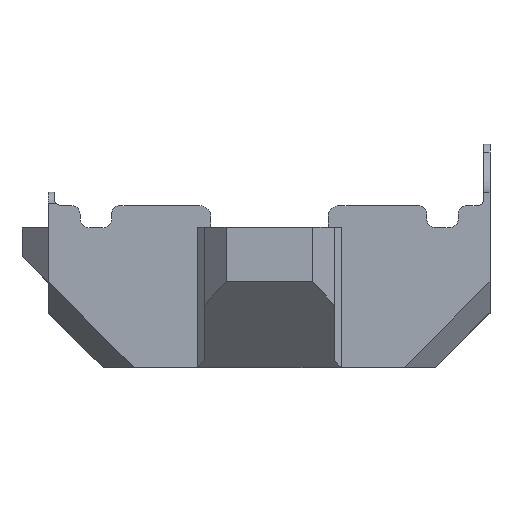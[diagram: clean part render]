
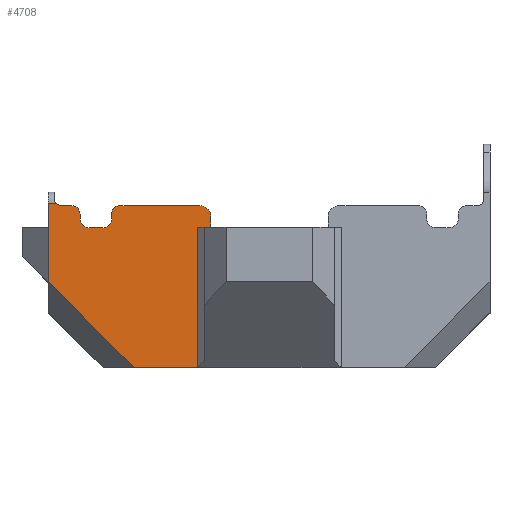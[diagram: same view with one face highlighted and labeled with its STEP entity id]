
A CAD part, top view. The second image highlights one B-rep face of the part: STEP entity #4708.
In plain terms, the highlighted planar face has unit normal (0, 0, 1).
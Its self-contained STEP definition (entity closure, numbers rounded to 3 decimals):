
#157=PLANE('',#5111);
#365=FACE_OUTER_BOUND('',#638,.T.);
#638=EDGE_LOOP('',(#3854,#3855,#3856,#3857,#3858,#3859,#3860,#3861,#3862,
#3863,#3864,#3865,#3866,#3867,#3868,#3869,#3870,#3871));
#1031=LINE('',#7301,#1548);
#1102=LINE('',#7476,#1619);
#1119=LINE('',#7517,#1636);
#1121=LINE('',#7532,#1638);
#1122=LINE('',#7536,#1639);
#1123=LINE('',#7540,#1640);
#1124=LINE('',#7543,#1641);
#1125=LINE('',#7545,#1642);
#1126=LINE('',#7547,#1643);
#1127=LINE('',#7549,#1644);
#1128=LINE('',#7551,#1645);
#1129=LINE('',#7552,#1646);
#1548=VECTOR('',#5913,10.);
#1619=VECTOR('',#6052,10.);
#1636=VECTOR('',#6095,10.);
#1638=VECTOR('',#6105,10.);
#1639=VECTOR('',#6108,10.);
#1640=VECTOR('',#6111,10.);
#1641=VECTOR('',#6114,10.);
#1642=VECTOR('',#6115,10.);
#1643=VECTOR('',#6116,10.);
#1644=VECTOR('',#6117,10.);
#1645=VECTOR('',#6118,10.);
#1646=VECTOR('',#6119,10.);
#1953=CIRCLE('',#5060,5.);
#1972=CIRCLE('',#5110,3.);
#1973=CIRCLE('',#5112,3.8);
#1974=CIRCLE('',#5113,4.2);
#1975=CIRCLE('',#5114,4.2);
#1976=CIRCLE('',#5115,3.8);
#2261=VERTEX_POINT('',#7293);
#2262=VERTEX_POINT('',#7295);
#2263=VERTEX_POINT('',#7299);
#2332=VERTEX_POINT('',#7473);
#2333=VERTEX_POINT('',#7475);
#2344=VERTEX_POINT('',#7516);
#2345=VERTEX_POINT('',#7525);
#2346=VERTEX_POINT('',#7529);
#2347=VERTEX_POINT('',#7531);
#2348=VERTEX_POINT('',#7533);
#2349=VERTEX_POINT('',#7535);
#2350=VERTEX_POINT('',#7537);
#2351=VERTEX_POINT('',#7539);
#2352=VERTEX_POINT('',#7541);
#2353=VERTEX_POINT('',#7544);
#2354=VERTEX_POINT('',#7546);
#2355=VERTEX_POINT('',#7548);
#2356=VERTEX_POINT('',#7550);
#2805=EDGE_CURVE('',#2261,#2262,#1953,.T.);
#2808=EDGE_CURVE('',#2263,#2261,#1031,.T.);
#2896=EDGE_CURVE('',#2332,#2333,#1102,.T.);
#2916=EDGE_CURVE('',#2333,#2344,#1119,.T.);
#2918=EDGE_CURVE('',#2345,#2344,#1972,.T.);
#2920=EDGE_CURVE('',#2346,#2263,#1973,.T.);
#2921=EDGE_CURVE('',#2347,#2346,#1121,.T.);
#2922=EDGE_CURVE('',#2348,#2347,#1974,.T.);
#2923=EDGE_CURVE('',#2349,#2348,#1122,.T.);
#2924=EDGE_CURVE('',#2350,#2349,#1975,.T.);
#2925=EDGE_CURVE('',#2351,#2350,#1123,.T.);
#2926=EDGE_CURVE('',#2352,#2351,#1976,.T.);
#2927=EDGE_CURVE('',#2345,#2352,#1124,.T.);
#2928=EDGE_CURVE('',#2353,#2332,#1125,.T.);
#2929=EDGE_CURVE('',#2354,#2353,#1126,.T.);
#2930=EDGE_CURVE('',#2355,#2354,#1127,.T.);
#2931=EDGE_CURVE('',#2356,#2355,#1128,.T.);
#2932=EDGE_CURVE('',#2262,#2356,#1129,.T.);
#3854=ORIENTED_EDGE('',*,*,#2805,.F.);
#3855=ORIENTED_EDGE('',*,*,#2808,.F.);
#3856=ORIENTED_EDGE('',*,*,#2920,.F.);
#3857=ORIENTED_EDGE('',*,*,#2921,.F.);
#3858=ORIENTED_EDGE('',*,*,#2922,.F.);
#3859=ORIENTED_EDGE('',*,*,#2923,.F.);
#3860=ORIENTED_EDGE('',*,*,#2924,.F.);
#3861=ORIENTED_EDGE('',*,*,#2925,.F.);
#3862=ORIENTED_EDGE('',*,*,#2926,.F.);
#3863=ORIENTED_EDGE('',*,*,#2927,.F.);
#3864=ORIENTED_EDGE('',*,*,#2918,.T.);
#3865=ORIENTED_EDGE('',*,*,#2916,.F.);
#3866=ORIENTED_EDGE('',*,*,#2896,.F.);
#3867=ORIENTED_EDGE('',*,*,#2928,.F.);
#3868=ORIENTED_EDGE('',*,*,#2929,.F.);
#3869=ORIENTED_EDGE('',*,*,#2930,.F.);
#3870=ORIENTED_EDGE('',*,*,#2931,.F.);
#3871=ORIENTED_EDGE('',*,*,#2932,.F.);
#4708=ADVANCED_FACE('',(#365),#157,.F.);
#5060=AXIS2_PLACEMENT_3D('',#7296,#5907,#5908);
#5110=AXIS2_PLACEMENT_3D('',#7526,#6098,#6099);
#5111=AXIS2_PLACEMENT_3D('',#7528,#6101,#6102);
#5112=AXIS2_PLACEMENT_3D('',#7530,#6103,#6104);
#5113=AXIS2_PLACEMENT_3D('',#7534,#6106,#6107);
#5114=AXIS2_PLACEMENT_3D('',#7538,#6109,#6110);
#5115=AXIS2_PLACEMENT_3D('',#7542,#6112,#6113);
#5907=DIRECTION('center_axis',(0.,0.,-1.));
#5908=DIRECTION('ref_axis',(1.,0.,0.));
#5913=DIRECTION('',(1.,0.,0.));
#6052=DIRECTION('',(0.,1.,0.));
#6095=DIRECTION('',(1.,0.,0.));
#6098=DIRECTION('center_axis',(0.,0.,-1.));
#6099=DIRECTION('ref_axis',(-0.707,-0.707,0.));
#6101=DIRECTION('center_axis',(0.,0.,-1.));
#6102=DIRECTION('ref_axis',(-1.,0.,0.));
#6103=DIRECTION('center_axis',(0.,0.,-1.));
#6104=DIRECTION('ref_axis',(0.,-1.,0.));
#6105=DIRECTION('',(0.,1.,0.));
#6106=DIRECTION('center_axis',(0.,0.,1.));
#6107=DIRECTION('ref_axis',(0.,-1.,0.));
#6108=DIRECTION('',(1.,0.,0.));
#6109=DIRECTION('center_axis',(0.,0.,1.));
#6110=DIRECTION('ref_axis',(-1.,0.,0.));
#6111=DIRECTION('',(0.,-1.,0.));
#6112=DIRECTION('center_axis',(0.,0.,-1.));
#6113=DIRECTION('ref_axis',(-1.,0.,0.));
#6114=DIRECTION('',(1.,0.,0.));
#6115=DIRECTION('',(-0.707,0.707,0.));
#6116=DIRECTION('',(-1.,0.,0.));
#6117=DIRECTION('',(0.,-1.,0.));
#6118=DIRECTION('',(-1.,0.,0.));
#6119=DIRECTION('',(0.,-1.,0.));
#7293=CARTESIAN_POINT('',(-31.65,73.8,64.2));
#7295=CARTESIAN_POINT('',(-26.65,68.8,64.2));
#7296=CARTESIAN_POINT('Origin',(-31.65,68.8,64.2));
#7299=CARTESIAN_POINT('',(-68.06,73.8,64.2));
#7301=CARTESIAN_POINT('',(35.845,73.8,64.2));
#7473=CARTESIAN_POINT('',(-100.75,39.142,64.2));
#7475=CARTESIAN_POINT('',(-100.75,75.,64.2));
#7476=CARTESIAN_POINT('',(-100.75,0.,64.2));
#7516=CARTESIAN_POINT('',(-97.35,75.,64.2));
#7517=CARTESIAN_POINT('',(50.375,75.,64.2));
#7525=CARTESIAN_POINT('',(-94.95,73.8,64.2));
#7526=CARTESIAN_POINT('Origin',(-94.95,76.8,64.2));
#7528=CARTESIAN_POINT('Origin',(100.75,0.,64.2));
#7529=CARTESIAN_POINT('',(-71.86,70.,64.2));
#7530=CARTESIAN_POINT('Origin',(-68.06,70.,64.2));
#7531=CARTESIAN_POINT('',(-71.86,68.,64.2));
#7532=CARTESIAN_POINT('',(-71.86,35.,64.2));
#7533=CARTESIAN_POINT('',(-76.06,63.8,64.2));
#7534=CARTESIAN_POINT('Origin',(-76.06,68.,64.2));
#7535=CARTESIAN_POINT('',(-82.06,63.8,64.2));
#7536=CARTESIAN_POINT('',(12.345,63.8,64.2));
#7537=CARTESIAN_POINT('',(-86.26,68.,64.2));
#7538=CARTESIAN_POINT('Origin',(-82.06,68.,64.2));
#7539=CARTESIAN_POINT('',(-86.26,70.,64.2));
#7540=CARTESIAN_POINT('',(-86.26,34.,64.2));
#7541=CARTESIAN_POINT('',(-90.06,73.8,64.2));
#7542=CARTESIAN_POINT('Origin',(-90.06,70.,64.2));
#7543=CARTESIAN_POINT('',(5.345,73.8,64.2));
#7544=CARTESIAN_POINT('',(-61.608,0.,64.2));
#7545=CARTESIAN_POINT('',(-30.804,-30.804,64.2));
#7546=CARTESIAN_POINT('',(-32.65,0.,64.2));
#7547=CARTESIAN_POINT('',(100.75,0.,64.2));
#7548=CARTESIAN_POINT('',(-32.65,64.,64.2));
#7549=CARTESIAN_POINT('',(-32.65,32.,64.2));
#7550=CARTESIAN_POINT('',(-26.65,64.,64.2));
#7551=CARTESIAN_POINT('',(50.425,64.,64.2));
#7552=CARTESIAN_POINT('',(-26.65,0.,64.2));
